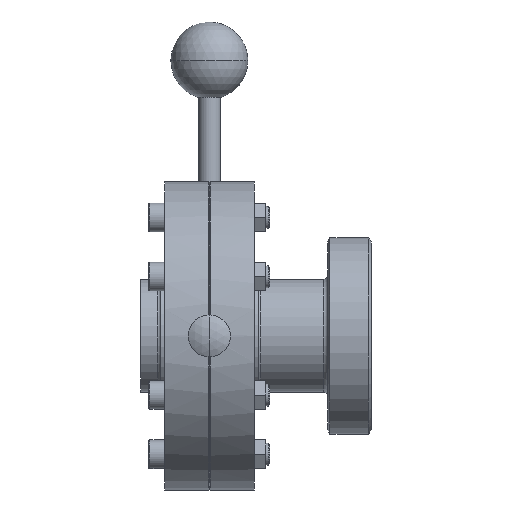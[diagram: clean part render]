
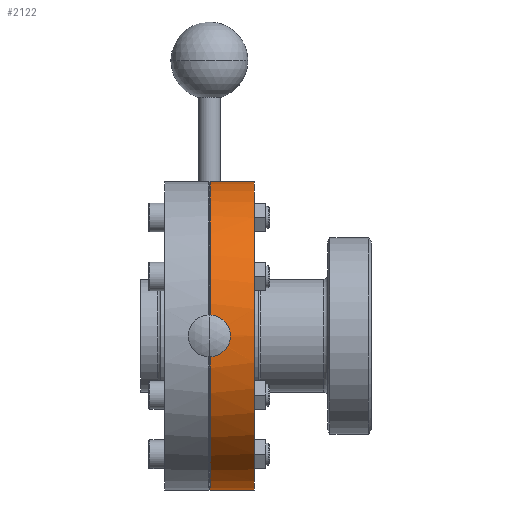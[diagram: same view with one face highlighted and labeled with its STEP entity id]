
A CAD part, front view. The second image highlights one B-rep face of the part: STEP entity #2122.
In plain terms, the highlighted cylindrical face has radius 56 mm (diameter 112 mm), a partial arc.
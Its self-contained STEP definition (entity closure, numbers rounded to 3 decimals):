
#208 = CARTESIAN_POINT ( 'NONE',  ( 0.25, -55.953, 2.286 ) ) ;
#217 = CARTESIAN_POINT ( 'NONE',  ( 0.531, -55.955, 2.256 ) ) ;
#257 = CARTESIAN_POINT ( 'NONE',  ( 2.287, -55.999, -0.278 ) ) ;
#350 = DIRECTION ( 'NONE',  ( 0., 0., 1. ) ) ;
#453 = AXIS2_PLACEMENT_3D ( 'NONE', #3681, #2599, #6240 ) ;
#569 = ORIENTED_EDGE ( 'NONE', *, *, #4144, .T. ) ;
#785 = CARTESIAN_POINT ( 'NONE',  ( 1.619, -55.976, 1.64 ) ) ;
#861 = CARTESIAN_POINT ( 'NONE',  ( 2.3, -56., 0.14 ) ) ;
#906 = DIRECTION ( 'NONE',  ( 0., 0., 1. ) ) ;
#963 = CARTESIAN_POINT ( 'NONE',  ( -13.589, 0., 0. ) ) ;
#983 = CARTESIAN_POINT ( 'NONE',  ( 0.531, -55.955, -2.256 ) ) ;
#1086 = VERTEX_POINT ( 'NONE', #7409 ) ;
#1091 = LINE ( 'NONE', #1698, #3623 ) ;
#1349 = CIRCLE ( 'NONE', #453, 56. ) ;
#1468 = CARTESIAN_POINT ( 'NONE',  ( 2.236, -55.997, 0.558 ) ) ;
#1493 = ORIENTED_EDGE ( 'NONE', *, *, #2055, .T. ) ;
#1505 = CARTESIAN_POINT ( 'NONE',  ( 0.805, -55.958, -2.172 ) ) ;
#1612 = AXIS2_PLACEMENT_3D ( 'NONE', #963, #3413, #350 ) ;
#1698 = CARTESIAN_POINT ( 'NONE',  ( -13.589, 0., 56. ) ) ;
#1732 = ORIENTED_EDGE ( 'NONE', *, *, #4458, .F. ) ;
#1741 = VERTEX_POINT ( 'NONE', #6492 ) ;
#1810 = AXIS2_PLACEMENT_3D ( 'NONE', #6350, #6310, #906 ) ;
#1984 = CARTESIAN_POINT ( 'NONE',  ( 0.8, -55.958, 2.175 ) ) ;
#2024 = CARTESIAN_POINT ( 'NONE',  ( 2.035, -55.99, 1.081 ) ) ;
#2055 = EDGE_CURVE ( 'NONE', #1086, #6948, #1349, .T. ) ;
#2062 = CARTESIAN_POINT ( 'NONE',  ( 2.098, -55.992, 0.953 ) ) ;
#2122 = ADVANCED_FACE ( 'NONE', ( #6481 ), #5878, .T. ) ;
#2127 = DIRECTION ( 'NONE',  ( -1., 0., 0. ) ) ;
#2599 = DIRECTION ( 'NONE',  ( -1., 0., 0. ) ) ;
#2659 = CARTESIAN_POINT ( 'NONE',  ( 1.176, -55.965, 1.982 ) ) ;
#2701 = CARTESIAN_POINT ( 'NONE',  ( 2.237, -55.997, -0.554 ) ) ;
#2712 = EDGE_LOOP ( 'NONE', ( #4069, #1493, #5330, #1732, #569, #3263 ) ) ;
#2735 = CARTESIAN_POINT ( 'NONE',  ( 0.25, 0., 0. ) ) ;
#3024 = VERTEX_POINT ( 'NONE', #7377 ) ;
#3229 = CARTESIAN_POINT ( 'NONE',  ( 1.889, -55.985, 1.319 ) ) ;
#3263 = ORIENTED_EDGE ( 'NONE', *, *, #5198, .F. ) ;
#3301 = EDGE_CURVE ( 'NONE', #1086, #5303, #3488, .T. ) ;
#3413 = DIRECTION ( 'NONE',  ( -1., 0., 0. ) ) ;
#3488 = LINE ( 'NONE', #6640, #4883 ) ;
#3623 = VECTOR ( 'NONE', #6503, 1000. ) ;
#3681 = CARTESIAN_POINT ( 'NONE',  ( 16.25, 0., 0. ) ) ;
#3694 = AXIS2_PLACEMENT_3D ( 'NONE', #2735, #2127, #5164 ) ;
#3910 = CARTESIAN_POINT ( 'NONE',  ( 2.287, -55.999, 0.282 ) ) ;
#4069 = ORIENTED_EDGE ( 'NONE', *, *, #3301, .F. ) ;
#4144 = EDGE_CURVE ( 'NONE', #4528, #3024, #5354, .T. ) ;
#4150 = CARTESIAN_POINT ( 'NONE',  ( 0.25, 0., -56. ) ) ;
#4387 = CARTESIAN_POINT ( 'NONE',  ( 16.25, 0., 56. ) ) ;
#4458 = EDGE_CURVE ( 'NONE', #4528, #1741, #6798, .T. ) ;
#4528 = VERTEX_POINT ( 'NONE', #208 ) ;
#4565 = CARTESIAN_POINT ( 'NONE',  ( 1.9, -55.985, -1.326 ) ) ;
#4883 = VECTOR ( 'NONE', #5466, 1000. ) ;
#5134 = CARTESIAN_POINT ( 'NONE',  ( 1.806, -55.982, 1.431 ) ) ;
#5164 = DIRECTION ( 'NONE',  ( 0., 0., 1. ) ) ;
#5177 = CARTESIAN_POINT ( 'NONE',  ( 2.198, -55.996, -0.69 ) ) ;
#5198 = EDGE_CURVE ( 'NONE', #5303, #3024, #6323, .T. ) ;
#5260 = CARTESIAN_POINT ( 'NONE',  ( 0.25, -55.953, 2.286 ) ) ;
#5303 = VERTEX_POINT ( 'NONE', #4150 ) ;
#5330 = ORIENTED_EDGE ( 'NONE', *, *, #6705, .T. ) ;
#5354 = B_SPLINE_CURVE_WITH_KNOTS ( 'NONE', 3,
 ( #5260, #217, #1984, #2659, #7083, #6307, #785, #5134, #3229, #2024, #2062, #6997, #1468, #3910, #861, #5782, #257, #2701, #5177, #7642, #4565, #7039, #6425, #1505, #983, #6579 ),
 .UNSPECIFIED., .F., .F.,
 ( 4, 2, 2, 2, 2, 2, 2, 2, 2, 2, 2, 2, 4 ),
 ( 0., 0.001, 0.001, 0.002, 0.002, 0.003, 0.003, 0.003, 0.004, 0.004, 0.005, 0.006, 0.007 ),
 .UNSPECIFIED. ) ;
#5466 = DIRECTION ( 'NONE',  ( -1., 0., 0. ) ) ;
#5782 = CARTESIAN_POINT ( 'NONE',  ( 2.3, -56., -0.139 ) ) ;
#5878 = CYLINDRICAL_SURFACE ( 'NONE', #1612, 56. ) ;
#6240 = DIRECTION ( 'NONE',  ( 0., 0., 1. ) ) ;
#6307 = CARTESIAN_POINT ( 'NONE',  ( 1.515, -55.973, 1.736 ) ) ;
#6310 = DIRECTION ( 'NONE',  ( -1., 0., 0. ) ) ;
#6323 = CIRCLE ( 'NONE', #1810, 56. ) ;
#6350 = CARTESIAN_POINT ( 'NONE',  ( 0.25, 0., 0. ) ) ;
#6425 = CARTESIAN_POINT ( 'NONE',  ( 1.301, -55.967, -1.917 ) ) ;
#6481 = FACE_OUTER_BOUND ( 'NONE', #2712, .T. ) ;
#6492 = CARTESIAN_POINT ( 'NONE',  ( 0.25, 0., 56. ) ) ;
#6503 = DIRECTION ( 'NONE',  ( -1., 0., 0. ) ) ;
#6579 = CARTESIAN_POINT ( 'NONE',  ( 0.25, -55.953, -2.286 ) ) ;
#6640 = CARTESIAN_POINT ( 'NONE',  ( -13.589, 0., -56. ) ) ;
#6705 = EDGE_CURVE ( 'NONE', #6948, #1741, #1091, .T. ) ;
#6798 = CIRCLE ( 'NONE', #3694, 56. ) ;
#6948 = VERTEX_POINT ( 'NONE', #4387 ) ;
#6997 = CARTESIAN_POINT ( 'NONE',  ( 2.198, -55.996, 0.692 ) ) ;
#7039 = CARTESIAN_POINT ( 'NONE',  ( 1.528, -55.973, -1.742 ) ) ;
#7083 = CARTESIAN_POINT ( 'NONE',  ( 1.294, -55.968, 1.907 ) ) ;
#7377 = CARTESIAN_POINT ( 'NONE',  ( 0.25, -55.953, -2.286 ) ) ;
#7409 = CARTESIAN_POINT ( 'NONE',  ( 16.25, 0., -56. ) ) ;
#7642 = CARTESIAN_POINT ( 'NONE',  ( 2.049, -55.99, -1.081 ) ) ;
